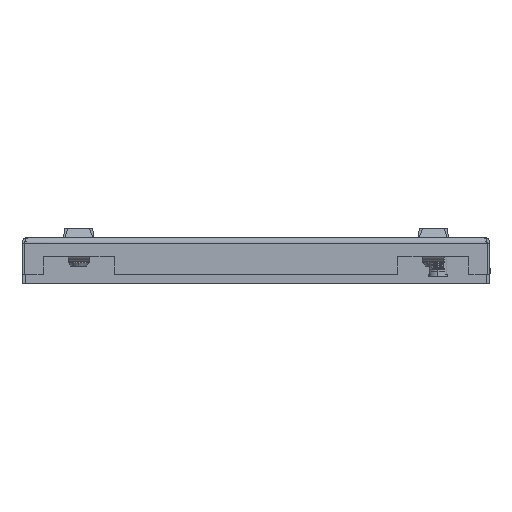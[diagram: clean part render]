
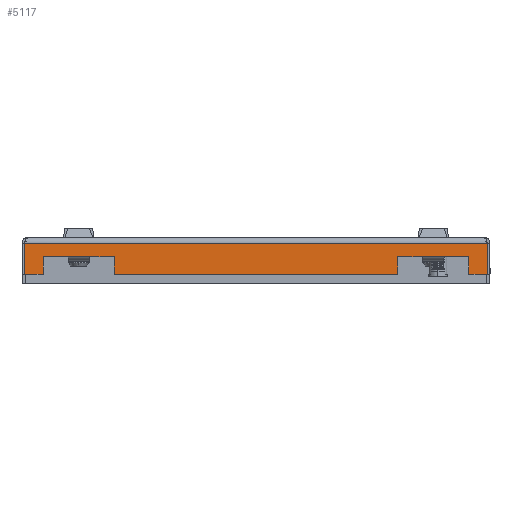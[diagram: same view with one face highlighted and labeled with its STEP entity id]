
A CAD part, left-side view. The second image highlights one B-rep face of the part: STEP entity #5117.
In plain terms, the highlighted planar face has unit normal (-1, 0, 0).
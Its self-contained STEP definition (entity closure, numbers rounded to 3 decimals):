
#3104 = EDGE_CURVE ( 'NONE', #94228, #94040, #27371, .T. ) ;
#3105 = EDGE_CURVE ( 'NONE', #93711, #94040, #27387, .T. ) ;
#3106 = EDGE_CURVE ( 'NONE', #94430, #93711, #27384, .T. ) ;
#3107 = EDGE_CURVE ( 'NONE', #93819, #94430, #27391, .T. ) ;
#3108 = EDGE_CURVE ( 'NONE', #93879, #93819, #27393, .T. ) ;
#3109 = EDGE_CURVE ( 'NONE', #94801, #93879, #27395, .T. ) ;
#3110 = EDGE_CURVE ( 'NONE', #93832, #94801, #27397, .T. ) ;
#3111 = EDGE_CURVE ( 'NONE', #94862, #93832, #27399, .T. ) ;
#3113 = EDGE_CURVE ( 'NONE', #94972, #94862, #27403, .T. ) ;
#3114 = EDGE_CURVE ( 'NONE', #94785, #94972, #27405, .T. ) ;
#3118 = EDGE_CURVE ( 'NONE', #94974, #94785, #27411, .T. ) ;
#3119 = EDGE_CURVE ( 'NONE', #94974, #94228, #27415, .T. ) ;
#5117 = ADVANCED_FACE ( 'NONE', ( #34173 ), #21277, .F. ) ;
#12037 = AXIS2_PLACEMENT_3D ( 'NONE', #21268, #21254, #21252 ) ;
#21252 = DIRECTION ( 'NONE',  ( 0., 0., -1. ) ) ;
#21254 = DIRECTION ( 'NONE',  ( 1., 0., 0. ) ) ;
#21268 = CARTESIAN_POINT ( 'NONE',  ( -232.5, -98., 0. ) ) ;
#21277 = PLANE ( 'NONE',  #12037 ) ;
#27371 = LINE ( 'NONE', #45249, #27388 ) ;
#27384 = LINE ( 'NONE', #45267, #27392 ) ;
#27387 = LINE ( 'NONE', #45247, #27390 ) ;
#27388 = VECTOR ( 'NONE', #45248, 1000. ) ;
#27390 = VECTOR ( 'NONE', #45245, 1000. ) ;
#27391 = LINE ( 'NONE', #45243, #27394 ) ;
#27392 = VECTOR ( 'NONE', #45244, 1000. ) ;
#27393 = LINE ( 'NONE', #45241, #27396 ) ;
#27394 = VECTOR ( 'NONE', #45242, 1000. ) ;
#27395 = LINE ( 'NONE', #45239, #27398 ) ;
#27396 = VECTOR ( 'NONE', #45240, 1000. ) ;
#27397 = LINE ( 'NONE', #45237, #27400 ) ;
#27398 = VECTOR ( 'NONE', #45238, 1000. ) ;
#27399 = LINE ( 'NONE', #45235, #27402 ) ;
#27400 = VECTOR ( 'NONE', #45236, 1000. ) ;
#27402 = VECTOR ( 'NONE', #45234, 1000. ) ;
#27403 = LINE ( 'NONE', #45231, #27406 ) ;
#27405 = LINE ( 'NONE', #45229, #27408 ) ;
#27406 = VECTOR ( 'NONE', #45230, 1000. ) ;
#27408 = VECTOR ( 'NONE', #45228, 1000. ) ;
#27411 = LINE ( 'NONE', #45246, #27416 ) ;
#27415 = LINE ( 'NONE', #45219, #27418 ) ;
#27416 = VECTOR ( 'NONE', #45220, 1000. ) ;
#27418 = VECTOR ( 'NONE', #45218, 1000. ) ;
#34173 = FACE_OUTER_BOUND ( 'NONE', #35703, .T. ) ;
#35703 = EDGE_LOOP ( 'NONE', ( #94856, #94903, #94887, #94425, #93805, #93836, #94701, #94607, #94259, #94847, #94748, #94753 ) ) ;
#45218 = DIRECTION ( 'NONE',  ( 0., -1., 0. ) ) ;
#45219 = CARTESIAN_POINT ( 'NONE',  ( -232.5, 196.01, -0.75 ) ) ;
#45220 = DIRECTION ( 'NONE',  ( 0., 0., -1. ) ) ;
#45228 = DIRECTION ( 'NONE',  ( 0., -1., 0. ) ) ;
#45229 = CARTESIAN_POINT ( 'NONE',  ( -232.5, -98., -14. ) ) ;
#45230 = DIRECTION ( 'NONE',  ( 0., 0., 1. ) ) ;
#45231 = CARTESIAN_POINT ( 'NONE',  ( -232.5, 90., -14. ) ) ;
#45234 = DIRECTION ( 'NONE',  ( 0., -1., 0. ) ) ;
#45235 = CARTESIAN_POINT ( 'NONE',  ( -232.5, 90., -6.5 ) ) ;
#45236 = DIRECTION ( 'NONE',  ( 0., 0., -1. ) ) ;
#45237 = CARTESIAN_POINT ( 'NONE',  ( -232.5, 60., -14. ) ) ;
#45238 = DIRECTION ( 'NONE',  ( 0., -1., 0. ) ) ;
#45239 = CARTESIAN_POINT ( 'NONE',  ( -232.5, -98., -14. ) ) ;
#45240 = DIRECTION ( 'NONE',  ( 0., 0., 1. ) ) ;
#45241 = CARTESIAN_POINT ( 'NONE',  ( -232.5, -60., -14. ) ) ;
#45242 = DIRECTION ( 'NONE',  ( 0., -1., 0. ) ) ;
#45243 = CARTESIAN_POINT ( 'NONE',  ( -232.5, -90., -6.5 ) ) ;
#45244 = DIRECTION ( 'NONE',  ( 0., 0., -1. ) ) ;
#45245 = DIRECTION ( 'NONE',  ( 0., -1., 0. ) ) ;
#45246 = CARTESIAN_POINT ( 'NONE',  ( -232.5, 97.999, 195.697 ) ) ;
#45247 = CARTESIAN_POINT ( 'NONE',  ( -232.5, -98., -14. ) ) ;
#45248 = DIRECTION ( 'NONE',  ( 0., 0., -1. ) ) ;
#45249 = CARTESIAN_POINT ( 'NONE',  ( -232.5, -97.999, 195.701 ) ) ;
#45267 = CARTESIAN_POINT ( 'NONE',  ( -232.5, -90., -14. ) ) ;
#90031 = CARTESIAN_POINT ( 'NONE',  ( -232.5, -90., -14. ) ) ;
#90061 = CARTESIAN_POINT ( 'NONE',  ( -232.5, -60., -6.5 ) ) ;
#90065 = CARTESIAN_POINT ( 'NONE',  ( -232.5, 60., -6.5 ) ) ;
#90094 = CARTESIAN_POINT ( 'NONE',  ( -232.5, -60., -14. ) ) ;
#90126 = CARTESIAN_POINT ( 'NONE',  ( -232.5, -98., -14. ) ) ;
#90151 = CARTESIAN_POINT ( 'NONE',  ( -232.5, -98., -0.75 ) ) ;
#90175 = CARTESIAN_POINT ( 'NONE',  ( -232.5, -90., -6.5 ) ) ;
#90259 = CARTESIAN_POINT ( 'NONE',  ( -232.5, 97.999, -14. ) ) ;
#90266 = CARTESIAN_POINT ( 'NONE',  ( -232.5, 60., -14. ) ) ;
#90275 = CARTESIAN_POINT ( 'NONE',  ( -232.5, 90., -6.5 ) ) ;
#91205 = CARTESIAN_POINT ( 'NONE',  ( -232.5, 90., -14. ) ) ;
#91214 = CARTESIAN_POINT ( 'NONE',  ( -232.5, 97.999, -0.75 ) ) ;
#93711 = VERTEX_POINT ( 'NONE', #90031 ) ;
#93805 = ORIENTED_EDGE ( 'NONE', *, *, #3111, .T. ) ;
#93819 = VERTEX_POINT ( 'NONE', #90061 ) ;
#93832 = VERTEX_POINT ( 'NONE', #90065 ) ;
#93836 = ORIENTED_EDGE ( 'NONE', *, *, #3110, .T. ) ;
#93879 = VERTEX_POINT ( 'NONE', #90094 ) ;
#94040 = VERTEX_POINT ( 'NONE', #90126 ) ;
#94228 = VERTEX_POINT ( 'NONE', #90151 ) ;
#94259 = ORIENTED_EDGE ( 'NONE', *, *, #3107, .T. ) ;
#94425 = ORIENTED_EDGE ( 'NONE', *, *, #3113, .T. ) ;
#94430 = VERTEX_POINT ( 'NONE', #90175 ) ;
#94607 = ORIENTED_EDGE ( 'NONE', *, *, #3108, .T. ) ;
#94701 = ORIENTED_EDGE ( 'NONE', *, *, #3109, .T. ) ;
#94748 = ORIENTED_EDGE ( 'NONE', *, *, #3105, .T. ) ;
#94753 = ORIENTED_EDGE ( 'NONE', *, *, #3104, .F. ) ;
#94785 = VERTEX_POINT ( 'NONE', #90259 ) ;
#94801 = VERTEX_POINT ( 'NONE', #90266 ) ;
#94847 = ORIENTED_EDGE ( 'NONE', *, *, #3106, .T. ) ;
#94856 = ORIENTED_EDGE ( 'NONE', *, *, #3119, .F. ) ;
#94862 = VERTEX_POINT ( 'NONE', #90275 ) ;
#94887 = ORIENTED_EDGE ( 'NONE', *, *, #3114, .T. ) ;
#94903 = ORIENTED_EDGE ( 'NONE', *, *, #3118, .T. ) ;
#94972 = VERTEX_POINT ( 'NONE', #91205 ) ;
#94974 = VERTEX_POINT ( 'NONE', #91214 ) ;
